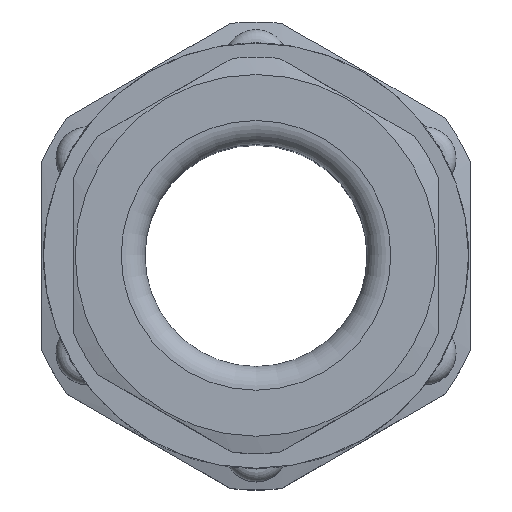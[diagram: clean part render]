
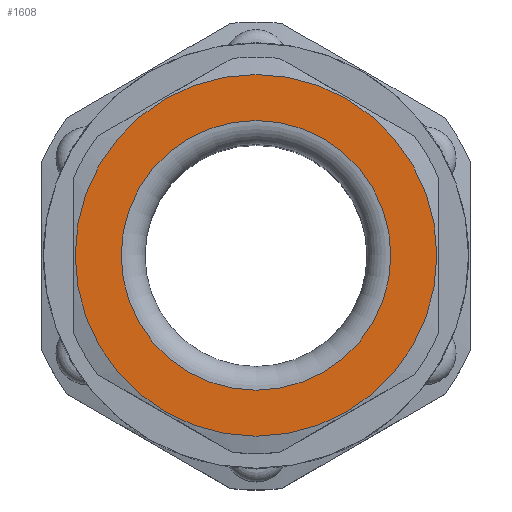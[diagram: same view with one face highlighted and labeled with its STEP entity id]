
A CAD part, top view. The second image highlights one B-rep face of the part: STEP entity #1608.
In plain terms, the highlighted planar face has unit normal (0, 0, 1).
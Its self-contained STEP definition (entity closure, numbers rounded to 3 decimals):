
#69=FACE_BOUND('',#247,.T.);
#89=CIRCLE('',#1702,11.4);
#97=CIRCLE('',#1717,8.5);
#152=FACE_OUTER_BOUND('',#246,.T.);
#246=EDGE_LOOP('',(#1110));
#247=EDGE_LOOP('',(#1111));
#670=VERTEX_POINT('',#2340);
#682=VERTEX_POINT('',#2378);
#835=EDGE_CURVE('',#670,#670,#89,.T.);
#854=EDGE_CURVE('',#682,#682,#97,.T.);
#1110=ORIENTED_EDGE('',*,*,#835,.F.);
#1111=ORIENTED_EDGE('',*,*,#854,.T.);
#1543=PLANE('',#1716);
#1608=ADVANCED_FACE('',(#152,#69),#1543,.F.);
#1702=AXIS2_PLACEMENT_3D('',#2341,#1865,#1866);
#1716=AXIS2_PLACEMENT_3D('',#2377,#1904,#1905);
#1717=AXIS2_PLACEMENT_3D('',#2379,#1906,#1907);
#1865=DIRECTION('center_axis',(0.,0.,-1.));
#1866=DIRECTION('ref_axis',(0.,1.,0.));
#1904=DIRECTION('center_axis',(0.,0.,-1.));
#1905=DIRECTION('ref_axis',(0.,1.,0.));
#1906=DIRECTION('center_axis',(0.,0.,-1.));
#1907=DIRECTION('ref_axis',(0.,1.,0.));
#2340=CARTESIAN_POINT('',(0.,11.4,39.));
#2341=CARTESIAN_POINT('Origin',(0.,0.,39.));
#2377=CARTESIAN_POINT('Origin',(0.,-11.4,39.));
#2378=CARTESIAN_POINT('',(0.,8.5,39.));
#2379=CARTESIAN_POINT('Origin',(0.,0.,39.));
